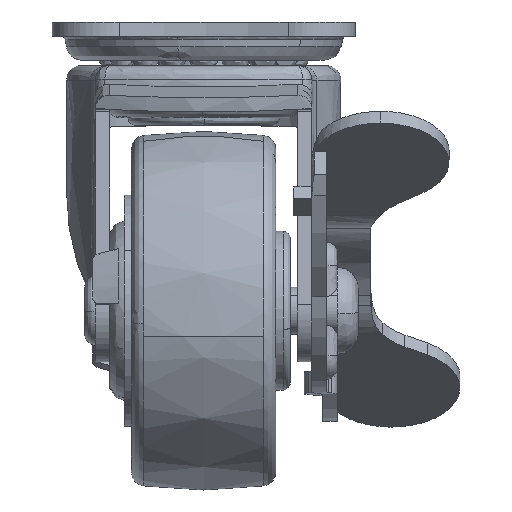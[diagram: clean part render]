
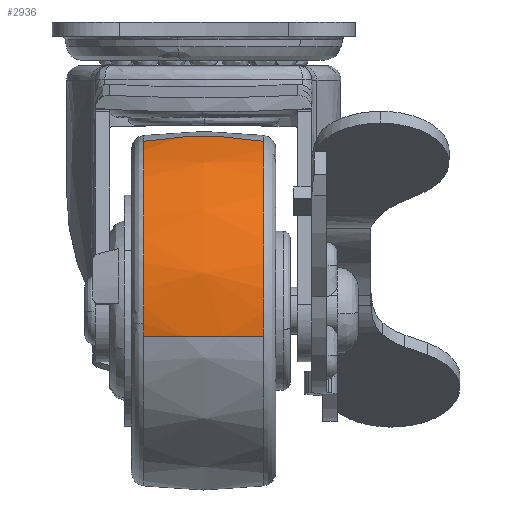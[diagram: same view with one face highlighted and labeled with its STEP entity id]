
A CAD part, left-side view. The second image highlights one B-rep face of the part: STEP entity #2936.
In plain terms, the highlighted free-form (B-spline) face has degree [2, 2] with [5, 5] control points.
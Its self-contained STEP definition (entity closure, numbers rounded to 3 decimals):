
#2513=CARTESIAN_POINT('',(0.0,-8.333,24.301));
#2514=VERTEX_POINT('',#2513);
#2530=CARTESIAN_POINT('',(-24.138,-8.333,2.806));
#2531=VERTEX_POINT('',#2530);
#2532=CARTESIAN_POINT('',(0.0,-8.333,24.301));
#2533=CARTESIAN_POINT('',(-1.243,-8.333,24.301));
#2534=CARTESIAN_POINT('',(-3.729,-8.333,24.109));
#2535=CARTESIAN_POINT('',(-7.506,-8.333,23.225));
#2536=CARTESIAN_POINT('',(-10.751,-8.333,21.882));
#2537=CARTESIAN_POINT('',(-13.494,-8.333,20.27));
#2538=CARTESIAN_POINT('',(-15.857,-8.333,18.502));
#2539=CARTESIAN_POINT('',(-18.242,-8.333,16.188));
#2540=CARTESIAN_POINT('',(-20.206,-8.333,13.62));
#2541=CARTESIAN_POINT('',(-21.893,-8.333,10.708));
#2542=CARTESIAN_POINT('',(-23.33,-8.333,7.254));
#2543=CARTESIAN_POINT('',(-23.952,-8.333,4.407));
#2544=CARTESIAN_POINT('',(-24.138,-8.333,2.806));
#2545=B_SPLINE_CURVE_WITH_KNOTS('',3,(#2532,#2533,#2534,#2535,#2536,#2537,#2538,#2539,#2540,#2541,#2542,#2543,#2544),.UNSPECIFIED.,.F.,.U.,(4,1,1,1,1,1,1,1,1,1,4),(0.,3.729,7.459,11.602,14.227,16.989,20.442,24.171,26.658,30.525,35.359),.UNSPECIFIED.);
#2546=EDGE_CURVE('',#2514,#2531,#2545,.T.);
#2610=CARTESIAN_POINT('',(0.0,8.333,24.301));
#2611=VERTEX_POINT('',#2610);
#2681=CARTESIAN_POINT('',(-23.87,8.333,4.553));
#2682=VERTEX_POINT('',#2681);
#2694=CARTESIAN_POINT('',(0.0,8.333,24.301));
#2695=CARTESIAN_POINT('',(-1.487,8.333,24.301));
#2696=CARTESIAN_POINT('',(-3.936,8.333,24.075));
#2697=CARTESIAN_POINT('',(-7.551,8.333,23.179));
#2698=CARTESIAN_POINT('',(-10.728,8.333,21.908));
#2699=CARTESIAN_POINT('',(-13.525,8.333,20.262));
#2700=CARTESIAN_POINT('',(-15.959,8.333,18.399));
#2701=CARTESIAN_POINT('',(-17.88,8.333,16.538));
#2702=CARTESIAN_POINT('',(-19.875,8.333,14.097));
#2703=CARTESIAN_POINT('',(-21.386,8.333,11.678));
#2704=CARTESIAN_POINT('',(-22.906,8.333,8.377));
#2705=CARTESIAN_POINT('',(-23.575,8.333,6.1));
#2706=CARTESIAN_POINT('',(-23.87,8.333,4.553));
#2707=B_SPLINE_CURVE_WITH_KNOTS('',3,(#2694,#2695,#2696,#2697,#2698,#2699,#2700,#2701,#2702,#2703,#2704,#2705,#2706),.UNSPECIFIED.,.F.,.U.,(4,1,1,1,1,1,1,1,1,1,4),(0.,4.461,7.348,11.153,14.696,17.058,20.338,22.7,26.505,28.867,33.591),.UNSPECIFIED.);
#2708=EDGE_CURVE('',#2611,#2682,#2707,.T.);
#2753=CARTESIAN_POINT('',(-24.138,8.333,2.806));
#2754=VERTEX_POINT('',#2753);
#2772=CARTESIAN_POINT('',(-23.87,8.333,4.553));
#2773=CARTESIAN_POINT('',(-23.981,8.333,3.974));
#2774=CARTESIAN_POINT('',(-24.07,8.333,3.391));
#2775=CARTESIAN_POINT('',(-24.138,8.333,2.806));
#2776=B_SPLINE_CURVE_WITH_KNOTS('',3,(#2772,#2773,#2774,#2775),.UNSPECIFIED.,.F.,.U.,(4,4),(0.,1.768),.UNSPECIFIED.);
#2777=EDGE_CURVE('',#2682,#2754,#2776,.T.);
#2871=CARTESIAN_POINT('',(-24.138,-8.333,2.806));
#2872=CARTESIAN_POINT('',(-24.528,-6.012,2.851));
#2873=CARTESIAN_POINT('',(-25.065,-0.442,2.914));
#2874=CARTESIAN_POINT('',(-24.673,5.152,2.868));
#2875=CARTESIAN_POINT('',(-24.138,8.333,2.806));
#2876=B_SPLINE_CURVE_WITH_KNOTS('',3,(#2871,#2872,#2873,#2874,#2875),.UNSPECIFIED.,.F.,.U.,(4,1,4),(0.,7.064,16.745),.UNSPECIFIED.);
#2877=EDGE_CURVE('',#2531,#2754,#2876,.T.);
#2882=CARTESIAN_POINT('',(0.0,-8.333,24.301));
#2883=CARTESIAN_POINT('',(0.0,-5.152,24.839));
#2884=CARTESIAN_POINT('',(0.0,0.442,25.234));
#2885=CARTESIAN_POINT('',(0.0,6.012,24.693));
#2886=CARTESIAN_POINT('',(0.0,8.333,24.301));
#2887=B_SPLINE_CURVE_WITH_KNOTS('',3,(#2882,#2883,#2884,#2885,#2886),.UNSPECIFIED.,.F.,.U.,(4,1,4),(0.,9.681,16.745),.UNSPECIFIED.);
#2888=EDGE_CURVE('',#2514,#2611,#2887,.T.);
#2896=CARTESIAN_POINT('',(0.157,-9.173,24.151));
#2897=CARTESIAN_POINT('',(0.162,-4.626,25.));
#2898=CARTESIAN_POINT('',(0.162,0.0,25.));
#2899=CARTESIAN_POINT('',(0.162,4.626,25.));
#2900=CARTESIAN_POINT('',(0.157,9.173,24.151));
#2901=CARTESIAN_POINT('',(0.078,-9.173,24.151));
#2902=CARTESIAN_POINT('',(0.081,-4.626,25.0));
#2903=CARTESIAN_POINT('',(0.081,0.0,25.));
#2904=CARTESIAN_POINT('',(0.081,4.626,25.));
#2905=CARTESIAN_POINT('',(0.078,9.173,24.151));
#2906=CARTESIAN_POINT('',(-21.507,-9.173,24.151));
#2907=CARTESIAN_POINT('',(-22.262,-4.626,25.));
#2908=CARTESIAN_POINT('',(-22.262,0.0,25.));
#2909=CARTESIAN_POINT('',(-22.262,4.626,25.0));
#2910=CARTESIAN_POINT('',(-21.507,9.173,24.151));
#2911=CARTESIAN_POINT('',(-23.999,-9.173,2.707));
#2912=CARTESIAN_POINT('',(-24.843,-4.626,2.802));
#2913=CARTESIAN_POINT('',(-24.843,0.0,2.802));
#2914=CARTESIAN_POINT('',(-24.843,4.626,2.802));
#2915=CARTESIAN_POINT('',(-23.999,9.173,2.707));
#2916=CARTESIAN_POINT('',(-24.009,-9.173,2.626));
#2917=CARTESIAN_POINT('',(-24.852,-4.626,2.718));
#2918=CARTESIAN_POINT('',(-24.852,0.0,2.718));
#2919=CARTESIAN_POINT('',(-24.852,4.626,2.718));
#2920=CARTESIAN_POINT('',(-24.009,9.173,2.626));
#2928=(BOUNDED_SURFACE()B_SPLINE_SURFACE(2,2,((#2896,#2901,#2906,#2911,#2916),(#2897,#2902,#2907,#2912,#2917),(#2898,#2903,#2908,#2913,#2918),(#2899,#2904,#2909,#2914,#2919),(#2900,#2905,#2910,#2915,#2920)),.UNSPECIFIED.,.F.,.F.,.U.)B_SPLINE_SURFACE_WITH_KNOTS((3,2,3),(3,1,1,3),(0.0,9.4,18.8),(0.0,0.19,38.256,38.447),.UNSPECIFIED.)GEOMETRIC_REPRESENTATION_ITEM()RATIONAL_B_SPLINE_SURFACE(((0.963,0.962,0.702,0.92,0.921),(0.978,0.977,0.713,0.935,0.936),(1.003,1.001,0.731,0.958,0.959),(0.978,0.977,0.713,0.935,0.936),(0.963,0.962,0.702,0.92,0.921)))REPRESENTATION_ITEM('')SURFACE());
#2929=ORIENTED_EDGE('',*,*,#2546,.F.);
#2930=ORIENTED_EDGE('',*,*,#2888,.T.);
#2931=ORIENTED_EDGE('',*,*,#2708,.T.);
#2932=ORIENTED_EDGE('',*,*,#2777,.T.);
#2933=ORIENTED_EDGE('',*,*,#2877,.F.);
#2934=EDGE_LOOP('',(#2929,#2930,#2931,#2932,#2933));
#2935=FACE_OUTER_BOUND('',#2934,.T.);
#2936=ADVANCED_FACE('',(#2935),#2928,.T.);
